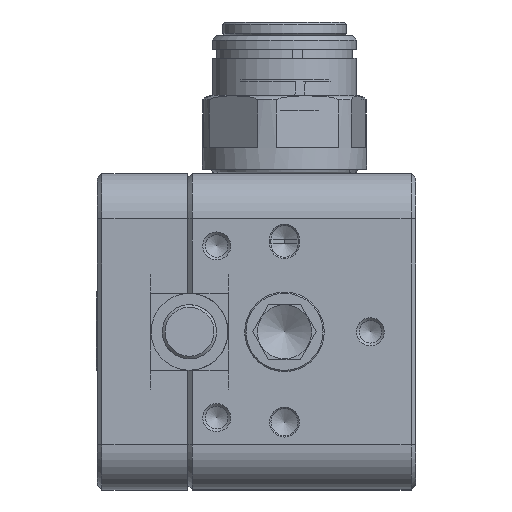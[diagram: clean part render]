
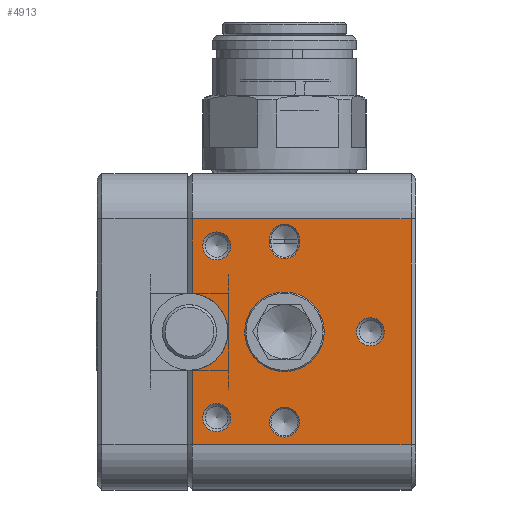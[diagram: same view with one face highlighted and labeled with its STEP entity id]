
A CAD part, left-side view. The second image highlights one B-rep face of the part: STEP entity #4913.
In plain terms, the highlighted planar face has unit normal (-1, 0, 0).
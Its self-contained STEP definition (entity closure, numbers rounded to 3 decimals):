
#501 = EDGE_CURVE ( 'NONE', #75475, #75475, #116859, .T. ) ;
#550 = CARTESIAN_POINT ( 'NONE',  ( -120.636, 476.228, 619.243 ) ) ;
#2348 = CARTESIAN_POINT ( 'NONE',  ( -120.636, 475.928, 623.493 ) ) ;
#3040 = VECTOR ( 'NONE', #121486, 1000. ) ;
#3065 = CARTESIAN_POINT ( 'NONE',  ( -120.636, 464.078, 628.993 ) ) ;
#3909 = CARTESIAN_POINT ( 'NONE',  ( -120.636, 476.428, 636.743 ) ) ;
#4093 = DIRECTION ( 'NONE',  ( 0., 0., 1. ) ) ;
#4497 = VERTEX_POINT ( 'NONE', #30539 ) ;
#4786 = AXIS2_PLACEMENT_3D ( 'NONE', #116014, #106237, #16036 ) ;
#4913 = ADVANCED_FACE ( 'NONE', ( #84934, #86906, #26295, #96781, #44151, #34200, #24983 ), #35512, .F. ) ;
#5103 = VERTEX_POINT ( 'NONE', #23520 ) ;
#5431 = VECTOR ( 'NONE', #120966, 1000. ) ;
#6568 = LINE ( 'NONE', #46782, #80965 ) ;
#6837 = DIRECTION ( 'NONE',  ( -1., 0., 0. ) ) ;
#8032 = ORIENTED_EDGE ( 'NONE', *, *, #92714, .T. ) ;
#8523 = DIRECTION ( 'NONE',  ( 0., 0., -1. ) ) ;
#8708 = EDGE_LOOP ( 'NONE', ( #115912 ) ) ;
#12080 = EDGE_CURVE ( 'NONE', #78656, #5103, #6568, .T. ) ;
#12601 = DIRECTION ( 'NONE',  ( -1., 0., 0. ) ) ;
#13807 = CIRCLE ( 'NONE', #87415, 1.65 ) ;
#14935 = DIRECTION ( 'NONE',  ( 0., 0., 1. ) ) ;
#16036 = DIRECTION ( 'NONE',  ( 0., 0., 1. ) ) ;
#17944 = VERTEX_POINT ( 'NONE', #35069 ) ;
#19542 = CIRCLE ( 'NONE', #4786, 4.4 ) ;
#19621 = EDGE_LOOP ( 'NONE', ( #88188 ) ) ;
#20948 = LINE ( 'NONE', #32128, #5431 ) ;
#23520 = CARTESIAN_POINT ( 'NONE',  ( -120.636, 451.728, 606.743 ) ) ;
#23726 = VECTOR ( 'NONE', #8523, 1000. ) ;
#24491 = VECTOR ( 'NONE', #14935, 1000. ) ;
#24983 = FACE_BOUND ( 'NONE', #46468, .T. ) ;
#25525 = EDGE_CURVE ( 'NONE', #26706, #128112, #79574, .T. ) ;
#25728 = ORIENTED_EDGE ( 'NONE', *, *, #103127, .T. ) ;
#26295 = FACE_OUTER_BOUND ( 'NONE', #119632, .T. ) ;
#26706 = VERTEX_POINT ( 'NONE', #73114 ) ;
#27564 = DIRECTION ( 'NONE',  ( -1., 0., 0. ) ) ;
#29712 = VECTOR ( 'NONE', #80211, 1000. ) ;
#30539 = CARTESIAN_POINT ( 'NONE',  ( -120.636, 475.928, 623.482 ) ) ;
#30747 = AXIS2_PLACEMENT_3D ( 'NONE', #77710, #27564, #107951 ) ;
#31999 = LINE ( 'NONE', #2348, #3040 ) ;
#32128 = CARTESIAN_POINT ( 'NONE',  ( -120.636, 476.428, 631.743 ) ) ;
#32915 = DIRECTION ( 'NONE',  ( 0., 0., 1. ) ) ;
#32941 = EDGE_LOOP ( 'NONE', ( #113533 ) ) ;
#33993 = LINE ( 'NONE', #3065, #24491 ) ;
#34200 = FACE_BOUND ( 'NONE', #32941, .T. ) ;
#35069 = CARTESIAN_POINT ( 'NONE',  ( -120.636, 473.228, 611.293 ) ) ;
#35512 = PLANE ( 'NONE',  #104099 ) ;
#36658 = DIRECTION ( 'NONE',  ( 0., 0., 1. ) ) ;
#37162 = DIRECTION ( 'NONE',  ( 0., 0., 1. ) ) ;
#38338 = ORIENTED_EDGE ( 'NONE', *, *, #92244, .F. ) ;
#38743 = CIRCLE ( 'NONE', #72429, 1.65 ) ;
#38807 = DIRECTION ( 'NONE',  ( 1., 0., 0. ) ) ;
#39462 = EDGE_CURVE ( 'NONE', #103585, #103585, #72325, .T. ) ;
#39922 = CARTESIAN_POINT ( 'NONE',  ( -120.636, 475.928, 615.003 ) ) ;
#40740 = LINE ( 'NONE', #61215, #23726 ) ;
#42187 = DIRECTION ( 'NONE',  ( -1., 0., 0. ) ) ;
#42243 = CARTESIAN_POINT ( 'NONE',  ( -120.636, 465.728, 610.893 ) ) ;
#42489 = ORIENTED_EDGE ( 'NONE', *, *, #86190, .F. ) ;
#42854 = DIRECTION ( 'NONE',  ( 0., 0., 1. ) ) ;
#44127 = CARTESIAN_POINT ( 'NONE',  ( -120.636, 464.078, 629.493 ) ) ;
#44151 = FACE_BOUND ( 'NONE', #19621, .T. ) ;
#45480 = DIRECTION ( 'NONE',  ( 0., 0., -1. ) ) ;
#45979 = ORIENTED_EDGE ( 'NONE', *, *, #129689, .T. ) ;
#46221 = VECTOR ( 'NONE', #36658, 1000. ) ;
#46256 = VERTEX_POINT ( 'NONE', #44127 ) ;
#46468 = EDGE_LOOP ( 'NONE', ( #42489, #114351, #99129, #38338 ) ) ;
#46782 = CARTESIAN_POINT ( 'NONE',  ( -120.636, 476.428, 606.743 ) ) ;
#47081 = DIRECTION ( 'NONE',  ( 0., 0., 1. ) ) ;
#53945 = CIRCLE ( 'NONE', #114826, 4.25 ) ;
#54367 = ORIENTED_EDGE ( 'NONE', *, *, #110285, .T. ) ;
#54686 = DIRECTION ( 'NONE',  ( 1., 0., 0. ) ) ;
#56318 = DIRECTION ( 'NONE',  ( -1., 0., 0. ) ) ;
#58519 = EDGE_CURVE ( 'NONE', #17944, #17944, #70603, .T. ) ;
#61215 = CARTESIAN_POINT ( 'NONE',  ( -120.636, 475.928, 606.743 ) ) ;
#62646 = CARTESIAN_POINT ( 'NONE',  ( -120.636, 473.228, 628.743 ) ) ;
#62958 = DIRECTION ( 'NONE',  ( 0., 0., 1. ) ) ;
#64385 = CARTESIAN_POINT ( 'NONE',  ( -120.636, 451.728, 636.743 ) ) ;
#64585 = EDGE_LOOP ( 'NONE', ( #81422 ) ) ;
#67700 = CARTESIAN_POINT ( 'NONE',  ( -120.636, 475.928, 631.743 ) ) ;
#70603 = CIRCLE ( 'NONE', #101997, 1.55 ) ;
#72325 = CIRCLE ( 'NONE', #103749, 1.55 ) ;
#72429 = AXIS2_PLACEMENT_3D ( 'NONE', #97059, #6837, #47081 ) ;
#73114 = CARTESIAN_POINT ( 'NONE',  ( -120.636, 467.378, 628.993 ) ) ;
#74006 = CARTESIAN_POINT ( 'NONE',  ( -120.636, 473.228, 630.293 ) ) ;
#75475 = VERTEX_POINT ( 'NONE', #82727 ) ;
#77710 = CARTESIAN_POINT ( 'NONE',  ( -120.636, 465.728, 628.993 ) ) ;
#78656 = VERTEX_POINT ( 'NONE', #119767 ) ;
#79574 = LINE ( 'NONE', #128808, #29712 ) ;
#80211 = DIRECTION ( 'NONE',  ( 0., 0., 1. ) ) ;
#80965 = VECTOR ( 'NONE', #86917, 1000. ) ;
#81279 = CIRCLE ( 'NONE', #30747, 1.65 ) ;
#81422 = ORIENTED_EDGE ( 'NONE', *, *, #501, .F. ) ;
#82727 = CARTESIAN_POINT ( 'NONE',  ( -120.636, 456.228, 620.793 ) ) ;
#83062 = EDGE_CURVE ( 'NONE', #104091, #104091, #38743, .T. ) ;
#84934 = FACE_BOUND ( 'NONE', #8708, .T. ) ;
#86190 = EDGE_CURVE ( 'NONE', #96467, #46256, #33993, .T. ) ;
#86906 = FACE_BOUND ( 'NONE', #130095, .T. ) ;
#86917 = DIRECTION ( 'NONE',  ( 0., -1., 0. ) ) ;
#87415 = AXIS2_PLACEMENT_3D ( 'NONE', #88495, #56318, #37162 ) ;
#88159 = VERTEX_POINT ( 'NONE', #67700 ) ;
#88188 = ORIENTED_EDGE ( 'NONE', *, *, #39462, .F. ) ;
#88495 = CARTESIAN_POINT ( 'NONE',  ( -120.636, 465.728, 629.493 ) ) ;
#92244 = EDGE_CURVE ( 'NONE', #46256, #128112, #13807, .T. ) ;
#92714 = EDGE_CURVE ( 'NONE', #4497, #124649, #53945, .T. ) ;
#93687 = CARTESIAN_POINT ( 'NONE',  ( -120.636, 456.228, 619.243 ) ) ;
#94334 = DIRECTION ( 'NONE',  ( -1., 0., 0. ) ) ;
#95610 = ORIENTED_EDGE ( 'NONE', *, *, #124550, .T. ) ;
#96467 = VERTEX_POINT ( 'NONE', #123836 ) ;
#96781 = FACE_BOUND ( 'NONE', #64585, .T. ) ;
#97059 = CARTESIAN_POINT ( 'NONE',  ( -120.636, 465.728, 609.243 ) ) ;
#98862 = EDGE_CURVE ( 'NONE', #106716, #106716, #19542, .T. ) ;
#99129 = ORIENTED_EDGE ( 'NONE', *, *, #25525, .T. ) ;
#101780 = ORIENTED_EDGE ( 'NONE', *, *, #12080, .T. ) ;
#101997 = AXIS2_PLACEMENT_3D ( 'NONE', #102763, #12601, #42854 ) ;
#102763 = CARTESIAN_POINT ( 'NONE',  ( -120.636, 473.228, 609.743 ) ) ;
#103127 = EDGE_CURVE ( 'NONE', #117857, #88159, #20948, .T. ) ;
#103585 = VERTEX_POINT ( 'NONE', #74006 ) ;
#103749 = AXIS2_PLACEMENT_3D ( 'NONE', #62646, #42187, #32915 ) ;
#104091 = VERTEX_POINT ( 'NONE', #42243 ) ;
#104099 = AXIS2_PLACEMENT_3D ( 'NONE', #3909, #54686, #45480 ) ;
#106237 = DIRECTION ( 'NONE',  ( -1., 0., 0. ) ) ;
#106716 = VERTEX_POINT ( 'NONE', #127679 ) ;
#107343 = CARTESIAN_POINT ( 'NONE',  ( -120.636, 451.728, 631.743 ) ) ;
#107951 = DIRECTION ( 'NONE',  ( 0., 0., 1. ) ) ;
#110285 = EDGE_CURVE ( 'NONE', #88159, #4497, #31999, .T. ) ;
#110637 = AXIS2_PLACEMENT_3D ( 'NONE', #93687, #94334, #4093 ) ;
#113533 = ORIENTED_EDGE ( 'NONE', *, *, #98862, .F. ) ;
#114351 = ORIENTED_EDGE ( 'NONE', *, *, #117294, .F. ) ;
#114826 = AXIS2_PLACEMENT_3D ( 'NONE', #550, #38807, #62958 ) ;
#115912 = ORIENTED_EDGE ( 'NONE', *, *, #83062, .F. ) ;
#116014 = CARTESIAN_POINT ( 'NONE',  ( -120.636, 465.728, 619.243 ) ) ;
#116859 = CIRCLE ( 'NONE', #110637, 1.55 ) ;
#117294 = EDGE_CURVE ( 'NONE', #26706, #96467, #81279, .T. ) ;
#117857 = VERTEX_POINT ( 'NONE', #107343 ) ;
#119632 = EDGE_LOOP ( 'NONE', ( #101780, #95610, #25728, #54367, #8032, #45979 ) ) ;
#119767 = CARTESIAN_POINT ( 'NONE',  ( -120.636, 475.928, 606.743 ) ) ;
#120966 = DIRECTION ( 'NONE',  ( 0., 1., 0. ) ) ;
#121486 = DIRECTION ( 'NONE',  ( 0., 0., -1. ) ) ;
#123836 = CARTESIAN_POINT ( 'NONE',  ( -120.636, 464.078, 628.993 ) ) ;
#124550 = EDGE_CURVE ( 'NONE', #5103, #117857, #126073, .T. ) ;
#124649 = VERTEX_POINT ( 'NONE', #39922 ) ;
#124779 = ORIENTED_EDGE ( 'NONE', *, *, #58519, .F. ) ;
#126073 = LINE ( 'NONE', #64385, #46221 ) ;
#127679 = CARTESIAN_POINT ( 'NONE',  ( -120.636, 465.728, 623.643 ) ) ;
#128112 = VERTEX_POINT ( 'NONE', #128360 ) ;
#128360 = CARTESIAN_POINT ( 'NONE',  ( -120.636, 467.378, 629.493 ) ) ;
#128808 = CARTESIAN_POINT ( 'NONE',  ( -120.636, 467.378, 628.993 ) ) ;
#129689 = EDGE_CURVE ( 'NONE', #124649, #78656, #40740, .T. ) ;
#130095 = EDGE_LOOP ( 'NONE', ( #124779 ) ) ;
